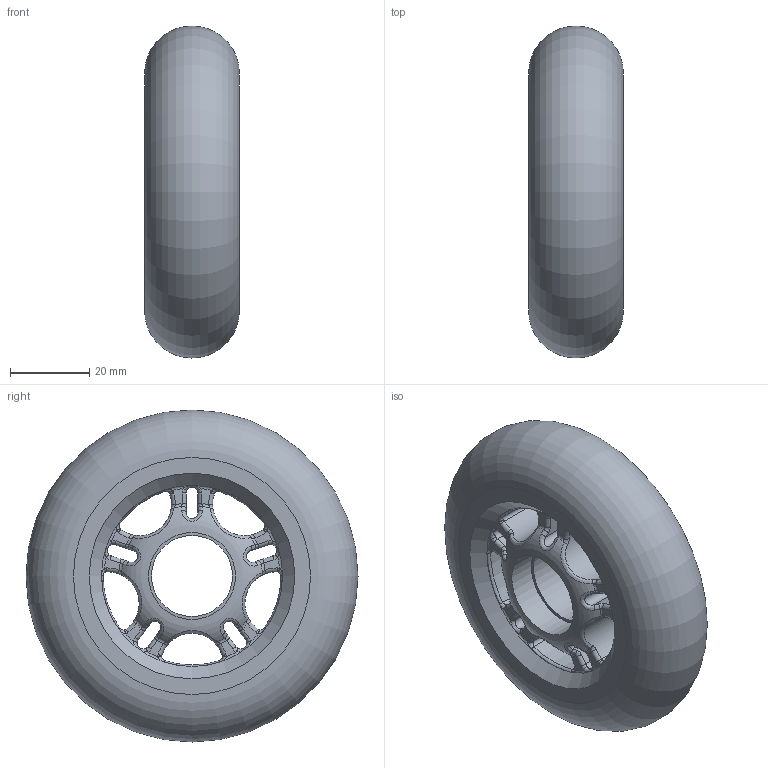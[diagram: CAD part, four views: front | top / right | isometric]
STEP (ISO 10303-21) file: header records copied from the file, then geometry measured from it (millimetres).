
FILE_DESCRIPTION(/* description */ (''),/* implementation_level */ '2;1');
FILE_NAME(/* name */ 'Skate Wheel 8424mm - Black.step',/* time_stamp */ '2024-05-24T16:10:11+02:00',/* author */ (''),/* organization */ (''),/* preprocessor_version */ 'ST-DEVELOPER v20',/* originating_system */ 'Autodesk Translation Framework v12.20.1.177',/* authorisation */ '');
FILE_SCHEMA (('AUTOMOTIVE_DESIGN { 1 0 10303 214 3 1 1 }'));
Length unit declared in the file: millimetre
Products named in the file (1): (Unsaved)
Bounding box: 24 x 84 x 84 mm (x, y, z)
Volume: 91517.9 mm3; surface area: 27918.5 mm2
Topology: 2 solids, 2 shells, 296 faces, 734 edges, 422 vertices
Faces by surface type: bspline 110, torus 95, cylinder 55, plane 34, cone 2
Full cylindrical faces by diameter (mm): 20.5 x1, 22 x2, 52 x2
Entity records: 12657 total; most frequent: CARTESIAN_POINT 6043, ORIENTED_EDGE 1468, DIRECTION 1311, EDGE_CURVE 734, AXIS2_PLACEMENT_3D 612, CIRCLE 425, VERTEX_POINT 422, EDGE_LOOP 300
